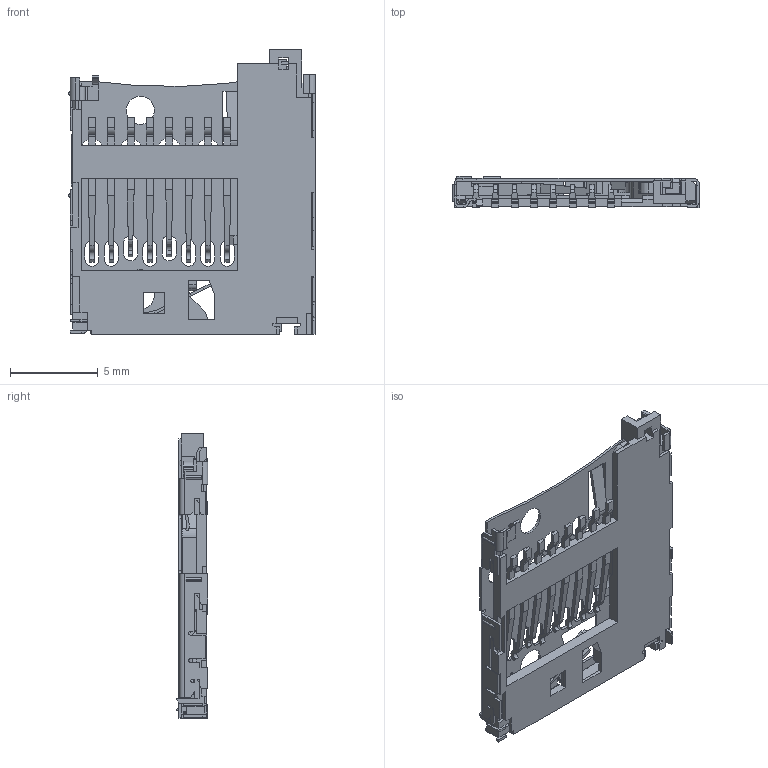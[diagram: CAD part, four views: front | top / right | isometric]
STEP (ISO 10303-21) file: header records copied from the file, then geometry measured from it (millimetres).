
FILE_DESCRIPTION((''),'2;1');
FILE_NAME('C-2201778-1','2013-11-13T',('workeradm'),('Tyco Electronics Ltd.'),'PRO/ENGINEER BY PARAMETRIC TECHNOLOGY CORPORATION, 2013050','PRO/ENGINEER BY PARAMETRIC TECHNOLOGY CORPORATION, 2013050','');
FILE_SCHEMA(('AUTOMOTIVE_DESIGN { 1 0 10303 214 1 1 1 1 }'));
Length unit declared in the file: millimetre
Products named in the file (1): C-2201778-1
Bounding box: 14.03 x 1.8 x 16.2 mm (x, y, z)
Volume: 113.9 mm3; surface area: 865 mm2
Topology: 1 solids, 1 shells, 920 faces, 2714 edges, 1774 vertices
Faces by surface type: plane 737, cylinder 183
Entity records: 30715 total; most frequent: CARTESIAN_POINT 5592, ORIENTED_EDGE 5428, DIRECTION 4891, EDGE_CURVE 2714, VECTOR 2317, LINE 2317, VERTEX_POINT 1774, AXIS2_PLACEMENT_3D 1287
